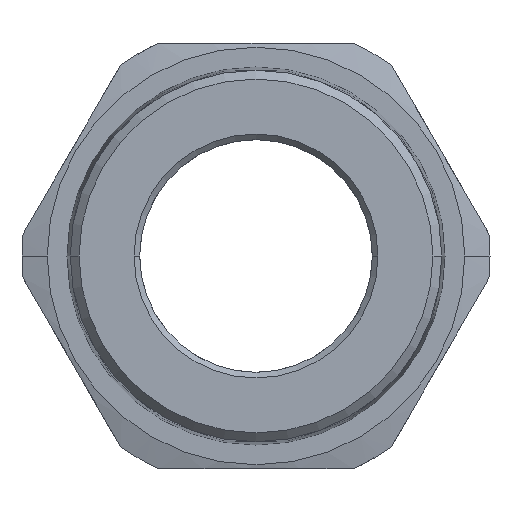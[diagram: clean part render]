
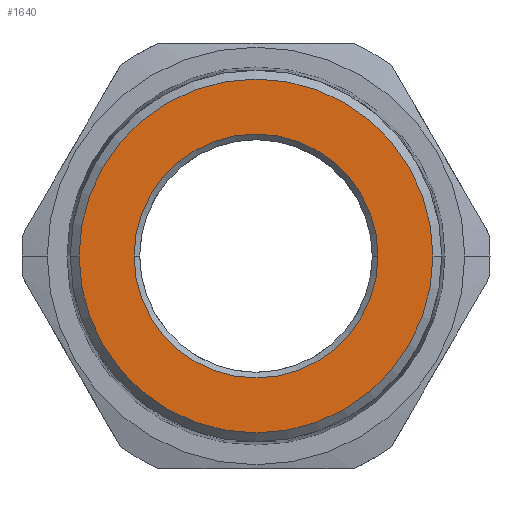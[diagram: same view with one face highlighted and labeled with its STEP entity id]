
A CAD part, left-side view. The second image highlights one B-rep face of the part: STEP entity #1640.
In plain terms, the highlighted planar face has unit normal (-1, 0, 0).
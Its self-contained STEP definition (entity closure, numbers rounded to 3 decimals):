
#1 = VERTEX_POINT ( 'NONE', #1074 ) ;
#11 = DIRECTION ( 'NONE',  ( -1., 0., 0. ) ) ;
#39 = CARTESIAN_POINT ( 'NONE',  ( -18.575, 0., 0. ) ) ;
#60 = AXIS2_PLACEMENT_3D ( 'NONE', #471, #1957, #2091 ) ;
#115 = CARTESIAN_POINT ( 'NONE',  ( -18.575, 10.75, 0. ) ) ;
#117 = AXIS2_PLACEMENT_3D ( 'NONE', #198, #2173, #2570 ) ;
#198 = CARTESIAN_POINT ( 'NONE',  ( -18.575, 0., 0. ) ) ;
#202 = CIRCLE ( 'NONE', #2117, 10.75 ) ;
#253 = VERTEX_POINT ( 'NONE', #1349 ) ;
#400 = DIRECTION ( 'NONE',  ( 0., -1., 0. ) ) ;
#471 = CARTESIAN_POINT ( 'NONE',  ( -18.575, 0., 0. ) ) ;
#509 = DIRECTION ( 'NONE',  ( 0., -1., 0. ) ) ;
#681 = ORIENTED_EDGE ( 'NONE', *, *, #1299, .T. ) ;
#820 = CIRCLE ( 'NONE', #2380, 15.597 ) ;
#843 = EDGE_LOOP ( 'NONE', ( #845, #681 ) ) ;
#845 = ORIENTED_EDGE ( 'NONE', *, *, #2401, .T. ) ;
#920 = CIRCLE ( 'NONE', #1290, 15.597 ) ;
#1010 = FACE_OUTER_BOUND ( 'NONE', #843, .T. ) ;
#1028 = EDGE_CURVE ( 'NONE', #1998, #1, #202, .T. ) ;
#1044 = DIRECTION ( 'NONE',  ( -1., 0., 0. ) ) ;
#1074 = CARTESIAN_POINT ( 'NONE',  ( -18.575, -10.75, 0. ) ) ;
#1197 = CARTESIAN_POINT ( 'NONE',  ( -18.575, 0., 0. ) ) ;
#1241 = ORIENTED_EDGE ( 'NONE', *, *, #1028, .T. ) ;
#1290 = AXIS2_PLACEMENT_3D ( 'NONE', #39, #1044, #1635 ) ;
#1299 = EDGE_CURVE ( 'NONE', #1961, #253, #820, .T. ) ;
#1349 = CARTESIAN_POINT ( 'NONE',  ( -18.575, -15.597, 0. ) ) ;
#1364 = PLANE ( 'NONE',  #117 ) ;
#1586 = CIRCLE ( 'NONE', #60, 10.75 ) ;
#1635 = DIRECTION ( 'NONE',  ( 0., -1., 0. ) ) ;
#1640 = ADVANCED_FACE ( 'NONE', ( #1010, #2539 ), #1364, .F. ) ;
#1957 = DIRECTION ( 'NONE',  ( 1., 0., 0. ) ) ;
#1961 = VERTEX_POINT ( 'NONE', #2472 ) ;
#1998 = VERTEX_POINT ( 'NONE', #115 ) ;
#2091 = DIRECTION ( 'NONE',  ( 0., -1., 0. ) ) ;
#2109 = DIRECTION ( 'NONE',  ( 1., 0., 0. ) ) ;
#2117 = AXIS2_PLACEMENT_3D ( 'NONE', #2497, #2109, #509 ) ;
#2173 = DIRECTION ( 'NONE',  ( 1., 0., 0. ) ) ;
#2275 = ORIENTED_EDGE ( 'NONE', *, *, #2545, .T. ) ;
#2306 = EDGE_LOOP ( 'NONE', ( #1241, #2275 ) ) ;
#2380 = AXIS2_PLACEMENT_3D ( 'NONE', #1197, #11, #400 ) ;
#2401 = EDGE_CURVE ( 'NONE', #253, #1961, #920, .T. ) ;
#2472 = CARTESIAN_POINT ( 'NONE',  ( -18.575, 15.597, 0. ) ) ;
#2497 = CARTESIAN_POINT ( 'NONE',  ( -18.575, 0., 0. ) ) ;
#2539 = FACE_BOUND ( 'NONE', #2306, .T. ) ;
#2545 = EDGE_CURVE ( 'NONE', #1, #1998, #1586, .T. ) ;
#2570 = DIRECTION ( 'NONE',  ( 0., -1., 0. ) ) ;
